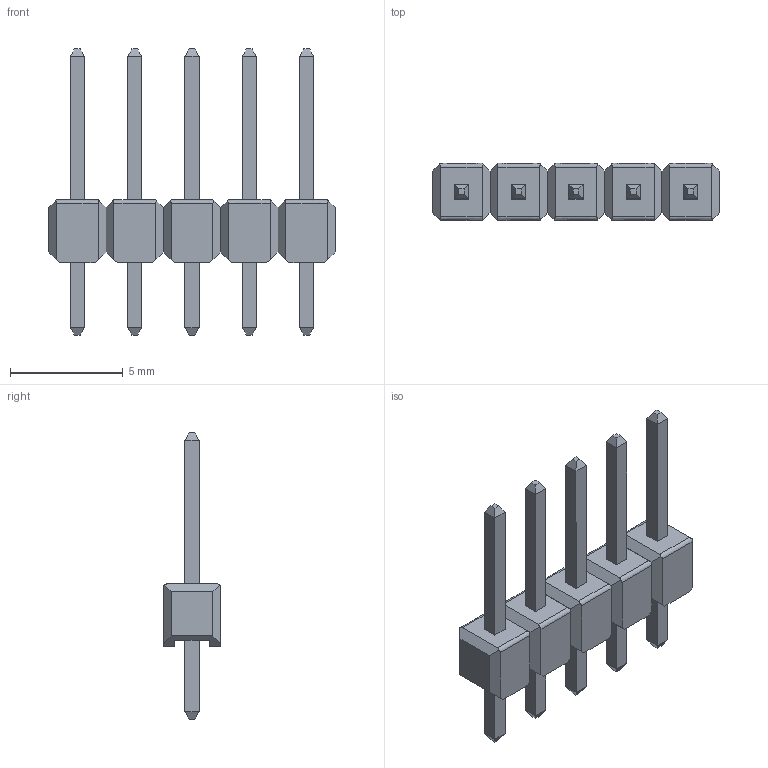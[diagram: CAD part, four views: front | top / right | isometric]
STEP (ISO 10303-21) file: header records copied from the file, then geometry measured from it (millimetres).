
FILE_DESCRIPTION(/* description */ (''),/* implementation_level */ '2;1');
FILE_NAME(/* name */ 'PI7848~1',/* time_stamp */ '2014-06-14T09:55:55+02:00',/* author */ (''),/* organization */ (''),/* preprocessor_version */ 'ST-DEVELOPER v14',/* originating_system */ '',/* authorisation */ '');
FILE_SCHEMA (('AUTOMOTIVE_DESIGN'));
Length unit declared in the file: millimetre
Products named in the file (1): Document
Bounding box: 12.7 x 2.54 x 12.7 mm (x, y, z)
Volume: 24.5 mm3; surface area: 339.9 mm2
Topology: 5 solids, 10 shells, 182 faces, 477 edges, 309 vertices
Faces by surface type: plane 162, bspline 20
Entity records: 11049 total; most frequent: CARTESIAN_POINT 4479, B_SPLINE_CURVE_WITH_KNOTS 1365, ORIENTED_EDGE 908, PCURVE 908, DEFINITIONAL_REPRESENTATION 908, SURFACE_CURVE 470, EDGE_CURVE 470, VERTEX_POINT 300
